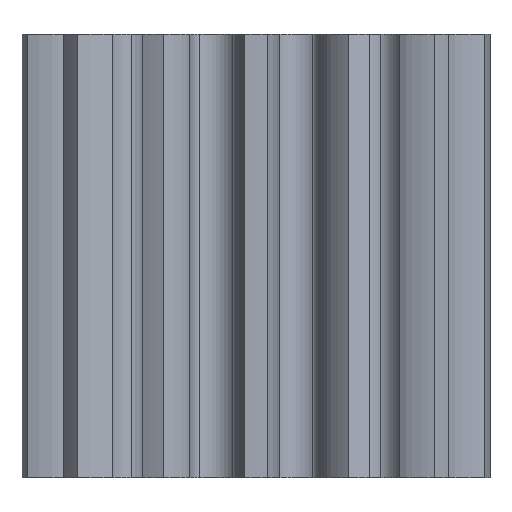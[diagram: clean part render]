
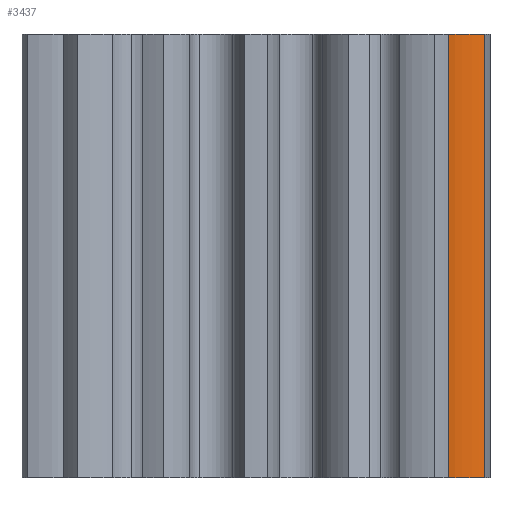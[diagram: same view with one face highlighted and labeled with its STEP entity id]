
A CAD part, left-side view. The second image highlights one B-rep face of the part: STEP entity #3437.
In plain terms, the highlighted free-form (B-spline) face has degree [3, 1] with [13, 2] control points.
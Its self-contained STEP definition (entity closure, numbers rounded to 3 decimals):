
#4 = CARTESIAN_POINT ( 'NONE',  ( -2.93, -8.648, 9.5 ) ) ;
#125 = VERTEX_POINT ( 'NONE', #5309 ) ;
#303 = B_SPLINE_CURVE_WITH_KNOTS ( 'NONE', 3,
 ( #6157, #3368, #1676, #4255, #7668, #4, #2129, #5546, #4475, #3025, #1116, #4590, #10501 ),
 .UNSPECIFIED., .F., .F.,
 ( 4, 1, 1, 1, 1, 1, 1, 1, 1, 1, 4 ),
 ( 0., 0.076, 0.13, 0.195, 0.27, 0.356, 0.454, 0.561, 0.68, 0.809, 1. ),
 .UNSPECIFIED. ) ;
#425 = CARTESIAN_POINT ( 'NONE',  ( -2.747, -9.805, 9.5 ) ) ;
#458 = CARTESIAN_POINT ( 'NONE',  ( -2.921, -8.421, -9.5 ) ) ;
#589 = DIRECTION ( 'NONE',  ( 0., 0., -1. ) ) ;
#628 = CARTESIAN_POINT ( 'NONE',  ( -2.917, -8.944, -9.5 ) ) ;
#787 = VECTOR ( 'NONE', #589, 1000. ) ;
#950 = VECTOR ( 'NONE', #10198, 1000. ) ;
#1116 = CARTESIAN_POINT ( 'NONE',  ( -2.82, -9.539, 9.5 ) ) ;
#1298 = CARTESIAN_POINT ( 'NONE',  ( -2.778, -9.706, 9.5 ) ) ;
#1356 = CARTESIAN_POINT ( 'NONE',  ( -2.747, -9.805, -9.5 ) ) ;
#1507 = CARTESIAN_POINT ( 'NONE',  ( -2.928, -8.526, -9.5 ) ) ;
#1520 = CARTESIAN_POINT ( 'NONE',  ( -2.888, -8.208, -9.5 ) ) ;
#1543 = CARTESIAN_POINT ( 'NONE',  ( -2.888, -8.208, -9.5 ) ) ;
#1563 = CARTESIAN_POINT ( 'NONE',  ( -2.897, -8.248, -9.5 ) ) ;
#1616 = CARTESIAN_POINT ( 'NONE',  ( -2.868, -9.307, -9.5 ) ) ;
#1676 = CARTESIAN_POINT ( 'NONE',  ( -2.909, -8.317, 9.5 ) ) ;
#1693 = VERTEX_POINT ( 'NONE', #7670 ) ;
#2129 = CARTESIAN_POINT ( 'NONE',  ( -2.927, -8.788, 9.5 ) ) ;
#2193 = CARTESIAN_POINT ( 'NONE',  ( -2.93, -8.648, 9.5 ) ) ;
#2251 = CARTESIAN_POINT ( 'NONE',  ( -2.917, -8.944, 9.5 ) ) ;
#2359 = CARTESIAN_POINT ( 'NONE',  ( -2.82, -9.539, -9.5 ) ) ;
#3025 = CARTESIAN_POINT ( 'NONE',  ( -2.868, -9.307, 9.5 ) ) ;
#3089 = CARTESIAN_POINT ( 'NONE',  ( -2.909, -8.317, 9.5 ) ) ;
#3170 = LINE ( 'NONE', #425, #787 ) ;
#3368 = CARTESIAN_POINT ( 'NONE',  ( -2.897, -8.248, 9.5 ) ) ;
#3437 = ADVANCED_FACE ( 'NONE', ( #10843 ), #7835, .F. ) ;
#3769 = EDGE_CURVE ( 'NONE', #6652, #125, #6372, .T. ) ;
#3870 = VERTEX_POINT ( 'NONE', #8701 ) ;
#3978 = CARTESIAN_POINT ( 'NONE',  ( -2.897, -8.248, 9.5 ) ) ;
#4083 = CARTESIAN_POINT ( 'NONE',  ( -2.747, -9.805, -9.5 ) ) ;
#4191 = CARTESIAN_POINT ( 'NONE',  ( -2.93, -8.648, -9.5 ) ) ;
#4255 = CARTESIAN_POINT ( 'NONE',  ( -2.921, -8.421, 9.5 ) ) ;
#4299 = CARTESIAN_POINT ( 'NONE',  ( -2.921, -8.421, -9.5 ) ) ;
#4475 = CARTESIAN_POINT ( 'NONE',  ( -2.898, -9.118, 9.5 ) ) ;
#4590 = CARTESIAN_POINT ( 'NONE',  ( -2.778, -9.706, 9.5 ) ) ;
#4713 = CARTESIAN_POINT ( 'NONE',  ( -2.778, -9.706, -9.5 ) ) ;
#4819 = CARTESIAN_POINT ( 'NONE',  ( -2.888, -8.208, 9.5 ) ) ;
#5034 = CARTESIAN_POINT ( 'NONE',  ( -2.82, -9.539, -9.5 ) ) ;
#5221 = LINE ( 'NONE', #7791, #950 ) ;
#5309 = CARTESIAN_POINT ( 'NONE',  ( -2.747, -9.805, -9.5 ) ) ;
#5337 = ORIENTED_EDGE ( 'NONE', *, *, #8985, .F. ) ;
#5546 = CARTESIAN_POINT ( 'NONE',  ( -2.917, -8.944, 9.5 ) ) ;
#5614 = CARTESIAN_POINT ( 'NONE',  ( -2.927, -8.788, 9.5 ) ) ;
#5669 = CARTESIAN_POINT ( 'NONE',  ( -2.898, -9.118, 9.5 ) ) ;
#5721 = CARTESIAN_POINT ( 'NONE',  ( -2.927, -8.788, -9.5 ) ) ;
#6157 = CARTESIAN_POINT ( 'NONE',  ( -2.888, -8.208, 9.5 ) ) ;
#6372 = B_SPLINE_CURVE_WITH_KNOTS ( 'NONE', 3,
 ( #8487, #1563, #8432, #4299, #1507, #4191, #9212, #7661, #10996, #1616, #5034, #7604, #4083 ),
 .UNSPECIFIED., .F., .F.,
 ( 4, 1, 1, 1, 1, 1, 1, 1, 1, 1, 4 ),
 ( 0., 0.076, 0.13, 0.195, 0.27, 0.356, 0.454, 0.561, 0.68, 0.809, 1. ),
 .UNSPECIFIED. ) ;
#6388 = ORIENTED_EDGE ( 'NONE', *, *, #3769, .T. ) ;
#6504 = CARTESIAN_POINT ( 'NONE',  ( -2.928, -8.526, 9.5 ) ) ;
#6610 = CARTESIAN_POINT ( 'NONE',  ( -2.93, -8.648, -9.5 ) ) ;
#6652 = VERTEX_POINT ( 'NONE', #1543 ) ;
#7393 = CARTESIAN_POINT ( 'NONE',  ( -2.921, -8.421, 9.5 ) ) ;
#7604 = CARTESIAN_POINT ( 'NONE',  ( -2.778, -9.706, -9.5 ) ) ;
#7661 = CARTESIAN_POINT ( 'NONE',  ( -2.917, -8.944, -9.5 ) ) ;
#7668 = CARTESIAN_POINT ( 'NONE',  ( -2.928, -8.526, 9.5 ) ) ;
#7670 = CARTESIAN_POINT ( 'NONE',  ( -2.747, -9.805, 9.5 ) ) ;
#7791 = CARTESIAN_POINT ( 'NONE',  ( -2.888, -8.208, 9.5 ) ) ;
#7835 = B_SPLINE_SURFACE_WITH_KNOTS ( 'NONE', 3, 1, ( 
 ( #4819, #1520 ),
 ( #3978, #8336 ),
 ( #3089, #9904 ),
 ( #7393, #458 ),
 ( #6504, #8947 ),
 ( #2193, #6610 ),
 ( #5614, #5721 ),
 ( #2251, #628 ),
 ( #5669, #9961 ),
 ( #9056, #9111 ),
 ( #10010, #2359 ),
 ( #1298, #4713 ),
 ( #9003, #1356 ) ),
 .UNSPECIFIED., .F., .F., .F.,
 ( 4, 1, 1, 1, 1, 1, 1, 1, 1, 1, 4 ),
 ( 2, 2 ),
 ( 0., 0.076, 0.13, 0.195, 0.27, 0.356, 0.454, 0.561, 0.68, 0.809, 1. ),
 ( 0., 1. ),
 .UNSPECIFIED. ) ;
#7995 = ORIENTED_EDGE ( 'NONE', *, *, #9332, .F. ) ;
#8336 = CARTESIAN_POINT ( 'NONE',  ( -2.897, -8.248, -9.5 ) ) ;
#8432 = CARTESIAN_POINT ( 'NONE',  ( -2.909, -8.317, -9.5 ) ) ;
#8487 = CARTESIAN_POINT ( 'NONE',  ( -2.888, -8.208, -9.5 ) ) ;
#8701 = CARTESIAN_POINT ( 'NONE',  ( -2.888, -8.208, 9.5 ) ) ;
#8947 = CARTESIAN_POINT ( 'NONE',  ( -2.928, -8.526, -9.5 ) ) ;
#8985 = EDGE_CURVE ( 'NONE', #1693, #125, #3170, .T. ) ;
#9003 = CARTESIAN_POINT ( 'NONE',  ( -2.747, -9.805, 9.5 ) ) ;
#9056 = CARTESIAN_POINT ( 'NONE',  ( -2.868, -9.307, 9.5 ) ) ;
#9111 = CARTESIAN_POINT ( 'NONE',  ( -2.868, -9.307, -9.5 ) ) ;
#9212 = CARTESIAN_POINT ( 'NONE',  ( -2.927, -8.788, -9.5 ) ) ;
#9216 = ORIENTED_EDGE ( 'NONE', *, *, #10715, .T. ) ;
#9332 = EDGE_CURVE ( 'NONE', #3870, #1693, #303, .T. ) ;
#9855 = EDGE_LOOP ( 'NONE', ( #6388, #5337, #7995, #9216 ) ) ;
#9904 = CARTESIAN_POINT ( 'NONE',  ( -2.909, -8.317, -9.5 ) ) ;
#9961 = CARTESIAN_POINT ( 'NONE',  ( -2.898, -9.118, -9.5 ) ) ;
#10010 = CARTESIAN_POINT ( 'NONE',  ( -2.82, -9.539, 9.5 ) ) ;
#10198 = DIRECTION ( 'NONE',  ( 0., 0., -1. ) ) ;
#10501 = CARTESIAN_POINT ( 'NONE',  ( -2.747, -9.805, 9.5 ) ) ;
#10715 = EDGE_CURVE ( 'NONE', #3870, #6652, #5221, .T. ) ;
#10843 = FACE_OUTER_BOUND ( 'NONE', #9855, .T. ) ;
#10996 = CARTESIAN_POINT ( 'NONE',  ( -2.898, -9.118, -9.5 ) ) ;
